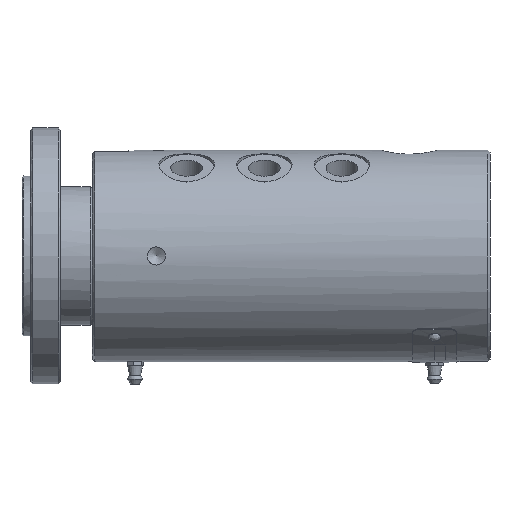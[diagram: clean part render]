
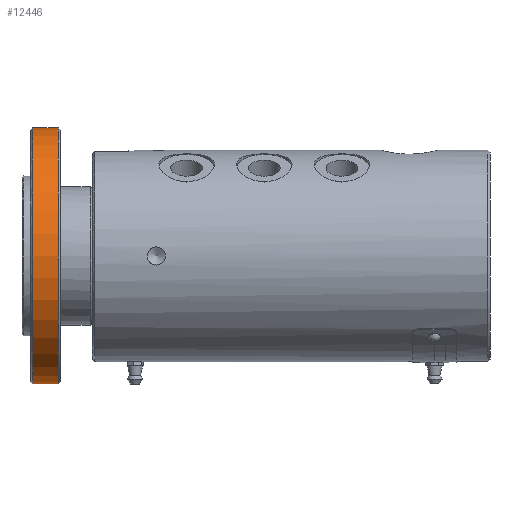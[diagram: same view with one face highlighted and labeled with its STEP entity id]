
A CAD part, front view. The second image highlights one B-rep face of the part: STEP entity #12446.
In plain terms, the highlighted cylindrical face has radius 60 mm (diameter 120 mm), a full revolution.
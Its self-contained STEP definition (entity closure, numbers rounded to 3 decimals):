
#786 = CARTESIAN_POINT ( 'NONE',  ( 5., 0., 60. ) ) ;
#3526 = EDGE_CURVE ( 'NONE', #52218, #52218, #39622, .T. ) ;
#4012 = EDGE_CURVE ( 'NONE', #33667, #33667, #28112, .T. ) ;
#10257 = DIRECTION ( 'NONE',  ( 0., 0., -1. ) ) ;
#11409 = AXIS2_PLACEMENT_3D ( 'NONE', #24655, #28607, #44472 ) ;
#12446 = ADVANCED_FACE ( 'NONE', ( #27463, #52366 ), #25503, .T. ) ;
#21407 = DIRECTION ( 'NONE',  ( 0., 0., 1. ) ) ;
#24655 = CARTESIAN_POINT ( 'NONE',  ( 228.27, 0., 0. ) ) ;
#25503 = CYLINDRICAL_SURFACE ( 'NONE', #11409, 60. ) ;
#25536 = DIRECTION ( 'NONE',  ( 1., 0., 0. ) ) ;
#26754 = ORIENTED_EDGE ( 'NONE', *, *, #4012, .F. ) ;
#27463 = FACE_OUTER_BOUND ( 'NONE', #46087, .T. ) ;
#28112 = CIRCLE ( 'NONE', #44384, 60. ) ;
#28607 = DIRECTION ( 'NONE',  ( -1., 0., 0. ) ) ;
#33667 = VERTEX_POINT ( 'NONE', #37192 ) ;
#34377 = EDGE_LOOP ( 'NONE', ( #35874 ) ) ;
#35874 = ORIENTED_EDGE ( 'NONE', *, *, #3526, .T. ) ;
#37192 = CARTESIAN_POINT ( 'NONE',  ( 17., 0., -60. ) ) ;
#39368 = CARTESIAN_POINT ( 'NONE',  ( 17., 0., 0. ) ) ;
#39622 = CIRCLE ( 'NONE', #39867, 60. ) ;
#39867 = AXIS2_PLACEMENT_3D ( 'NONE', #41766, #25536, #21407 ) ;
#41766 = CARTESIAN_POINT ( 'NONE',  ( 5., 0., 0. ) ) ;
#44384 = AXIS2_PLACEMENT_3D ( 'NONE', #39368, #46845, #10257 ) ;
#44472 = DIRECTION ( 'NONE',  ( 0., 0., 1. ) ) ;
#46087 = EDGE_LOOP ( 'NONE', ( #26754 ) ) ;
#46845 = DIRECTION ( 'NONE',  ( 1., 0., 0. ) ) ;
#52218 = VERTEX_POINT ( 'NONE', #786 ) ;
#52366 = FACE_OUTER_BOUND ( 'NONE', #34377, .T. ) ;
